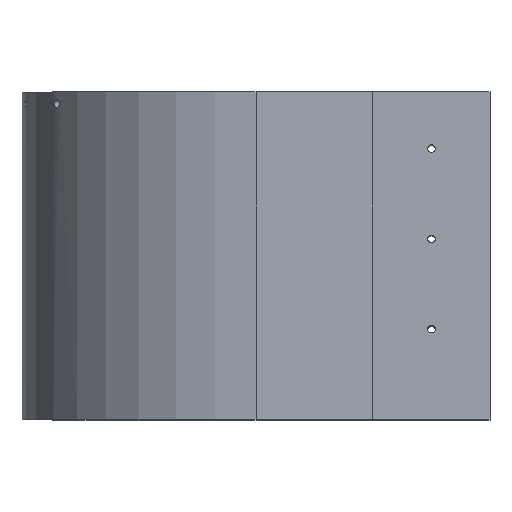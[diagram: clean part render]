
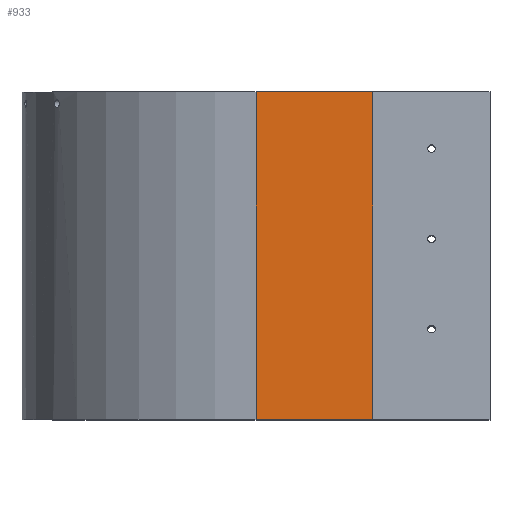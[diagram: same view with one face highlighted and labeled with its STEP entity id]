
A CAD part, top view. The second image highlights one B-rep face of the part: STEP entity #933.
In plain terms, the highlighted planar face has unit normal (0, 0, 1).
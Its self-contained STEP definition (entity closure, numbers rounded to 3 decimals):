
#142=FACE_OUTER_BOUND('',#190,.T.);
#190=EDGE_LOOP('',(#660,#661,#662,#663));
#268=LINE('',#1397,#340);
#269=LINE('',#1400,#341);
#270=LINE('',#1402,#342);
#271=LINE('',#1403,#343);
#340=VECTOR('',#1130,10.);
#341=VECTOR('',#1133,10.);
#342=VECTOR('',#1134,10.);
#343=VECTOR('',#1135,10.);
#413=VERTEX_POINT('',#1393);
#414=VERTEX_POINT('',#1395);
#415=VERTEX_POINT('',#1399);
#416=VERTEX_POINT('',#1401);
#514=EDGE_CURVE('',#413,#414,#268,.T.);
#515=EDGE_CURVE('',#414,#415,#269,.T.);
#516=EDGE_CURVE('',#416,#415,#270,.T.);
#517=EDGE_CURVE('',#413,#416,#271,.T.);
#660=ORIENTED_EDGE('',*,*,#514,.T.);
#661=ORIENTED_EDGE('',*,*,#515,.T.);
#662=ORIENTED_EDGE('',*,*,#516,.F.);
#663=ORIENTED_EDGE('',*,*,#517,.F.);
#916=PLANE('',#1004);
#933=ADVANCED_FACE('',(#142),#916,.T.);
#1004=AXIS2_PLACEMENT_3D('',#1398,#1131,#1132);
#1130=DIRECTION('',(0.,1.,0.));
#1131=DIRECTION('center_axis',(0.,0.,1.));
#1132=DIRECTION('ref_axis',(-1.,0.,0.));
#1133=DIRECTION('',(-1.,0.,0.));
#1134=DIRECTION('',(0.,1.,0.));
#1135=DIRECTION('',(-1.,0.,0.));
#1393=CARTESIAN_POINT('',(-25.,-400.,100.));
#1395=CARTESIAN_POINT('',(-25.,-260.,100.));
#1397=CARTESIAN_POINT('',(-25.,-130.,100.));
#1398=CARTESIAN_POINT('Origin',(75.,0.,100.));
#1399=CARTESIAN_POINT('',(-75.,-260.,100.));
#1400=CARTESIAN_POINT('',(37.5,-260.,100.));
#1401=CARTESIAN_POINT('',(-75.,-400.,100.));
#1402=CARTESIAN_POINT('',(-75.,0.,100.));
#1403=CARTESIAN_POINT('',(-75.,-400.,100.));
